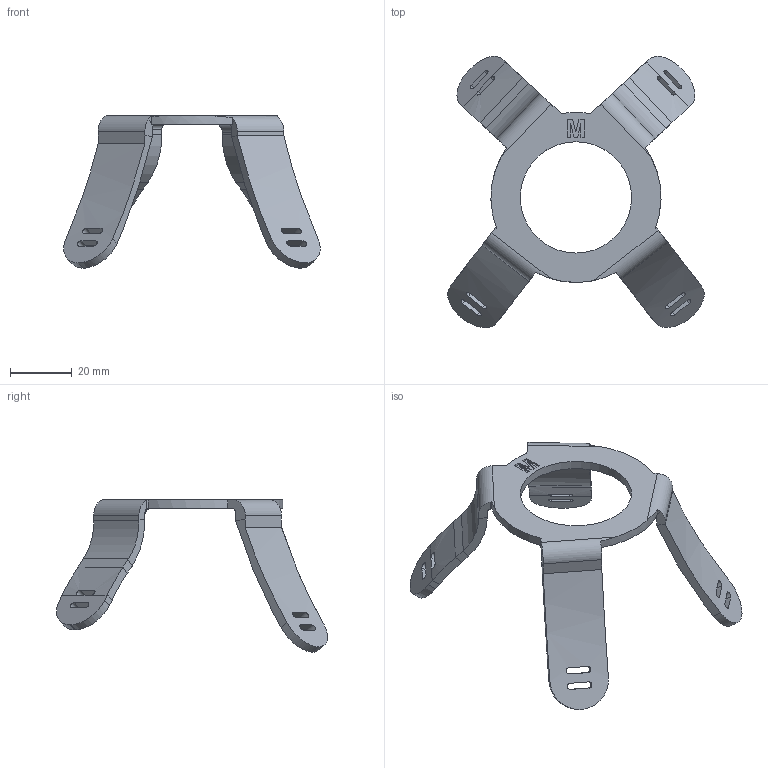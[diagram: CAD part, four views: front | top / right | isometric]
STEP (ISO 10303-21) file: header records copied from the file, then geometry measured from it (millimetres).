
FILE_DESCRIPTION(/* description */ (''),/* implementation_level */ '2;1');
FILE_NAME(/* name */ 'Mask-Harness-Duo-(M)-v8.step',/* time_stamp */ '2020-06-06T14:30:56-04:00',/* author */ (''),/* organization */ (''),/* preprocessor_version */ 'ST-DEVELOPER v18.1',/* originating_system */ 'Autodesk Translation Framework v9.3.0.1241',/* authorisation */ '');
FILE_SCHEMA (('AUTOMOTIVE_DESIGN { 1 0 10303 214 3 1 1 }'));
Length unit declared in the file: millimetre
Products named in the file (1): Mask-Harness-Duo-(M)-v8
Bounding box: 82.89 x 87.64 x 49.3 mm (x, y, z)
Volume: 14523.9 mm3; surface area: 12612.7 mm2
Topology: 1 solids, 1 shells, 142 faces, 432 edges, 289 vertices
Faces by surface type: plane 87, cylinder 51, bspline 4
Full cylindrical faces by diameter (mm): 36 x1
Entity records: 6014 total; most frequent: CARTESIAN_POINT 2028, ORIENTED_EDGE 876, DIRECTION 772, EDGE_CURVE 438, VERTEX_POINT 295, LINE 278, VECTOR 278, AXIS2_PLACEMENT_3D 247
